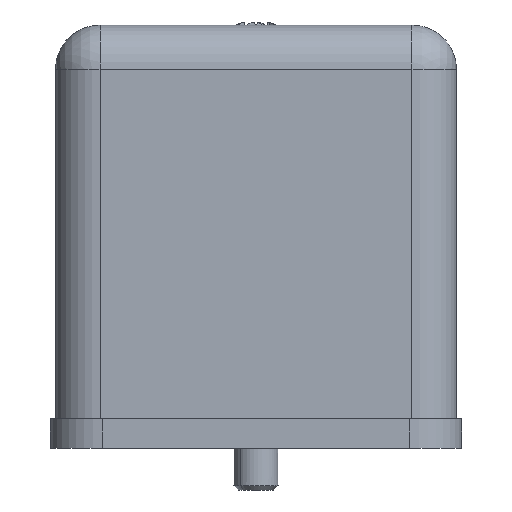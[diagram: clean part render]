
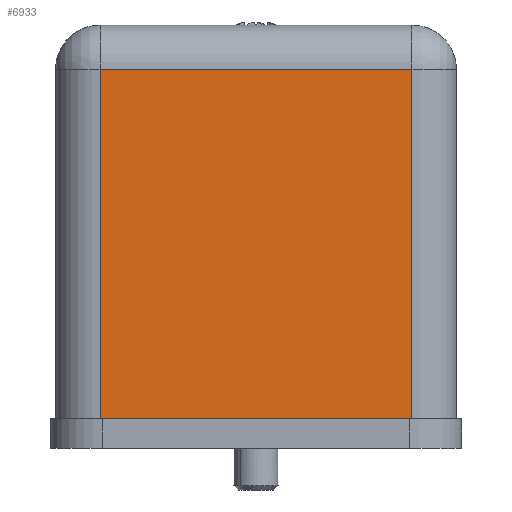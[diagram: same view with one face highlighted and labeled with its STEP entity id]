
A CAD part, front view. The second image highlights one B-rep face of the part: STEP entity #6933.
In plain terms, the highlighted planar face has unit normal (0, -1, 0).
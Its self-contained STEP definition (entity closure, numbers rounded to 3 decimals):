
#6906=AXIS2_PLACEMENT_3D('Plane Axis2P3D',#6903,#6904,#6905) ;
#5458=CARTESIAN_POINT('Vertex',(3.35,0.35,4.8)) ;
#5502=CARTESIAN_POINT('Vertex',(24.35,0.35,4.8)) ;
#5505=CARTESIAN_POINT('Line Origine',(13.85,0.35,4.8)) ;
#6903=CARTESIAN_POINT('Axis2P3D Location',(0.35,0.35,18.05)) ;
#6908=CARTESIAN_POINT('Line Origine',(13.85,0.35,28.3)) ;
#6912=CARTESIAN_POINT('Vertex',(24.35,0.35,28.3)) ;
#6914=CARTESIAN_POINT('Vertex',(3.35,0.35,28.3)) ;
#6917=CARTESIAN_POINT('Line Origine',(3.35,0.35,16.55)) ;
#6922=CARTESIAN_POINT('Line Origine',(24.35,0.35,16.55)) ;
#5506=DIRECTION('Vector Direction',(1.,0.,0.)) ;
#6904=DIRECTION('Axis2P3D Direction',(0.,-1.,0.)) ;
#6905=DIRECTION('Axis2P3D XDirection',(1.,0.,0.)) ;
#6909=DIRECTION('Vector Direction',(-1.,0.,0.)) ;
#6918=DIRECTION('Vector Direction',(0.,0.,-1.)) ;
#6923=DIRECTION('Vector Direction',(0.,0.,1.)) ;
#5507=VECTOR('Line Direction',#5506,1.) ;
#6910=VECTOR('Line Direction',#6909,1.) ;
#6919=VECTOR('Line Direction',#6918,1.) ;
#6924=VECTOR('Line Direction',#6923,1.) ;
#6928=ORIENTED_EDGE('',*,*,#6916,.T.) ;
#6929=ORIENTED_EDGE('',*,*,#6921,.T.) ;
#6930=ORIENTED_EDGE('',*,*,#5509,.T.) ;
#6931=ORIENTED_EDGE('',*,*,#6926,.T.) ;
#6933=ADVANCED_FACE('Hauptkoerper',(#6932),#6907,.T.) ;
#5509=EDGE_CURVE('',#5459,#5503,#5508,.T.) ;
#6916=EDGE_CURVE('',#6913,#6915,#6911,.T.) ;
#6921=EDGE_CURVE('',#6915,#5459,#6920,.T.) ;
#6926=EDGE_CURVE('',#5503,#6913,#6925,.T.) ;
#6927=EDGE_LOOP('',(#6928,#6929,#6930,#6931)) ;
#6932=FACE_OUTER_BOUND('',#6927,.T.) ;
#5508=LINE('Line',#5505,#5507) ;
#6911=LINE('Line',#6908,#6910) ;
#6920=LINE('Line',#6917,#6919) ;
#6925=LINE('Line',#6922,#6924) ;
#6907=PLANE('',#6906) ;
#5459=VERTEX_POINT('',#5458) ;
#5503=VERTEX_POINT('',#5502) ;
#6913=VERTEX_POINT('',#6912) ;
#6915=VERTEX_POINT('',#6914) ;
